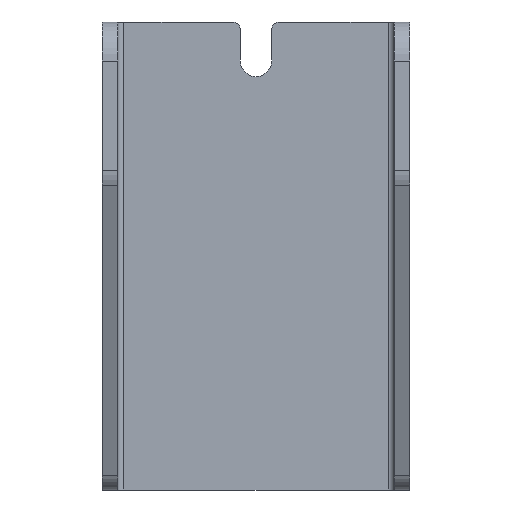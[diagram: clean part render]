
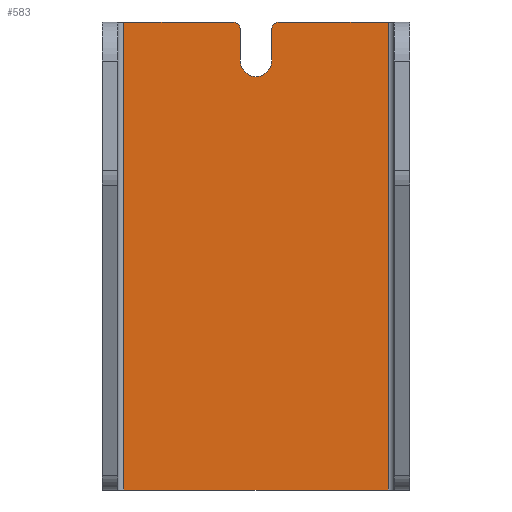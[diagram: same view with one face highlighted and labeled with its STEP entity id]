
A CAD part, front view. The second image highlights one B-rep face of the part: STEP entity #583.
In plain terms, the highlighted planar face has unit normal (0, -1, 0).
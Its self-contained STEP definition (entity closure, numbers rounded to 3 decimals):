
#15 = VECTOR ( 'NONE', #1051, 1000. ) ;
#32 = DIRECTION ( 'NONE',  ( 0., -1., 0. ) ) ;
#46 = VERTEX_POINT ( 'NONE', #207 ) ;
#55 = DIRECTION ( 'NONE',  ( 0., -1., 0. ) ) ;
#76 = LINE ( 'NONE', #748, #553 ) ;
#90 = DIRECTION ( 'NONE',  ( -1., 0., 0. ) ) ;
#99 = LINE ( 'NONE', #266, #1088 ) ;
#109 = EDGE_LOOP ( 'NONE', ( #355, #435, #330, #261, #829, #236, #867, #364, #680, #873 ) ) ;
#114 = VERTEX_POINT ( 'NONE', #797 ) ;
#169 = DIRECTION ( 'NONE',  ( 0., 0., 1. ) ) ;
#170 = DIRECTION ( 'NONE',  ( 0., 0., 1. ) ) ;
#171 = VERTEX_POINT ( 'NONE', #1069 ) ;
#203 = VERTEX_POINT ( 'NONE', #535 ) ;
#207 = CARTESIAN_POINT ( 'NONE',  ( 2., -2., 55. ) ) ;
#214 = FACE_OUTER_BOUND ( 'NONE', #109, .T. ) ;
#222 = PLANE ( 'NONE',  #924 ) ;
#236 = ORIENTED_EDGE ( 'NONE', *, *, #1160, .T. ) ;
#251 = EDGE_CURVE ( 'NONE', #114, #203, #1122, .T. ) ;
#254 = VECTOR ( 'NONE', #759, 1000. ) ;
#261 = ORIENTED_EDGE ( 'NONE', *, *, #251, .F. ) ;
#266 = CARTESIAN_POINT ( 'NONE',  ( 16.963, -2., 0. ) ) ;
#279 = CARTESIAN_POINT ( 'NONE',  ( -16.963, -2., 0. ) ) ;
#303 = EDGE_CURVE ( 'NONE', #732, #1182, #1127, .T. ) ;
#304 = VERTEX_POINT ( 'NONE', #584 ) ;
#330 = ORIENTED_EDGE ( 'NONE', *, *, #936, .F. ) ;
#355 = ORIENTED_EDGE ( 'NONE', *, *, #303, .F. ) ;
#361 = CARTESIAN_POINT ( 'NONE',  ( -2., -2., 55. ) ) ;
#364 = ORIENTED_EDGE ( 'NONE', *, *, #1120, .T. ) ;
#367 = CARTESIAN_POINT ( 'NONE',  ( 0., -2., 0. ) ) ;
#369 = VECTOR ( 'NONE', #90, 1000. ) ;
#388 = EDGE_CURVE ( 'NONE', #880, #1214, #1121, .T. ) ;
#399 = DIRECTION ( 'NONE',  ( 0., 0., 1. ) ) ;
#435 = ORIENTED_EDGE ( 'NONE', *, *, #612, .T. ) ;
#446 = CARTESIAN_POINT ( 'NONE',  ( 3., -2., 59. ) ) ;
#463 = CARTESIAN_POINT ( 'NONE',  ( 0., -2., 55. ) ) ;
#521 = DIRECTION ( 'NONE',  ( 0., 1., 0. ) ) ;
#531 = AXIS2_PLACEMENT_3D ( 'NONE', #866, #32, #1145 ) ;
#535 = CARTESIAN_POINT ( 'NONE',  ( -16.963, -2., 60. ) ) ;
#553 = VECTOR ( 'NONE', #1212, 1000. ) ;
#569 = DIRECTION ( 'NONE',  ( 1., 0., 0. ) ) ;
#577 = VECTOR ( 'NONE', #569, 1000. ) ;
#583 = ADVANCED_FACE ( 'NONE', ( #214 ), #222, .F. ) ;
#584 = CARTESIAN_POINT ( 'NONE',  ( 16.963, -2., 0. ) ) ;
#612 = EDGE_CURVE ( 'NONE', #732, #974, #1070, .T. ) ;
#630 = CARTESIAN_POINT ( 'NONE',  ( -17.7, -2., 60. ) ) ;
#665 = DIRECTION ( 'NONE',  ( 0., 0., 1. ) ) ;
#674 = CARTESIAN_POINT ( 'NONE',  ( -2., -2., 55. ) ) ;
#679 = AXIS2_PLACEMENT_3D ( 'NONE', #446, #55, #1096 ) ;
#680 = ORIENTED_EDGE ( 'NONE', *, *, #1146, .F. ) ;
#703 = CARTESIAN_POINT ( 'NONE',  ( -17.7, -2., 60. ) ) ;
#732 = VERTEX_POINT ( 'NONE', #786 ) ;
#748 = CARTESIAN_POINT ( 'NONE',  ( 2., -2., 55. ) ) ;
#759 = DIRECTION ( 'NONE',  ( 0., 0., -1. ) ) ;
#785 = CARTESIAN_POINT ( 'NONE',  ( -3., -2., 60. ) ) ;
#786 = CARTESIAN_POINT ( 'NONE',  ( -2., -2., 59. ) ) ;
#797 = CARTESIAN_POINT ( 'NONE',  ( -16.963, -2., 0. ) ) ;
#829 = ORIENTED_EDGE ( 'NONE', *, *, #1167, .F. ) ;
#830 = EDGE_CURVE ( 'NONE', #1182, #46, #854, .T. ) ;
#843 = CIRCLE ( 'NONE', #679, 1. ) ;
#854 = CIRCLE ( 'NONE', #1078, 2. ) ;
#866 = CARTESIAN_POINT ( 'NONE',  ( -3., -2., 59. ) ) ;
#867 = ORIENTED_EDGE ( 'NONE', *, *, #388, .F. ) ;
#873 = ORIENTED_EDGE ( 'NONE', *, *, #830, .F. ) ;
#880 = VERTEX_POINT ( 'NONE', #1123 ) ;
#924 = AXIS2_PLACEMENT_3D ( 'NONE', #985, #521, #399 ) ;
#929 = DIRECTION ( 'NONE',  ( 0., -1., 0. ) ) ;
#936 = EDGE_CURVE ( 'NONE', #203, #974, #1156, .T. ) ;
#974 = VERTEX_POINT ( 'NONE', #785 ) ;
#985 = CARTESIAN_POINT ( 'NONE',  ( 0., -2., 0. ) ) ;
#1051 = DIRECTION ( 'NONE',  ( 1., 0., 0. ) ) ;
#1069 = CARTESIAN_POINT ( 'NONE',  ( 2., -2., 59. ) ) ;
#1070 = CIRCLE ( 'NONE', #531, 1. ) ;
#1078 = AXIS2_PLACEMENT_3D ( 'NONE', #463, #929, #170 ) ;
#1088 = VECTOR ( 'NONE', #665, 1000. ) ;
#1096 = DIRECTION ( 'NONE',  ( 0., 0., 1. ) ) ;
#1120 = EDGE_CURVE ( 'NONE', #880, #171, #843, .T. ) ;
#1121 = LINE ( 'NONE', #630, #577 ) ;
#1122 = LINE ( 'NONE', #279, #1204 ) ;
#1123 = CARTESIAN_POINT ( 'NONE',  ( 3., -2., 60. ) ) ;
#1127 = LINE ( 'NONE', #674, #254 ) ;
#1128 = CARTESIAN_POINT ( 'NONE',  ( 16.963, -2., 60. ) ) ;
#1145 = DIRECTION ( 'NONE',  ( 0., 0., 1. ) ) ;
#1146 = EDGE_CURVE ( 'NONE', #46, #171, #76, .T. ) ;
#1156 = LINE ( 'NONE', #703, #15 ) ;
#1160 = EDGE_CURVE ( 'NONE', #304, #1214, #99, .T. ) ;
#1167 = EDGE_CURVE ( 'NONE', #304, #114, #1206, .T. ) ;
#1182 = VERTEX_POINT ( 'NONE', #361 ) ;
#1204 = VECTOR ( 'NONE', #169, 1000. ) ;
#1206 = LINE ( 'NONE', #367, #369 ) ;
#1212 = DIRECTION ( 'NONE',  ( 0., 0., 1. ) ) ;
#1214 = VERTEX_POINT ( 'NONE', #1128 ) ;
